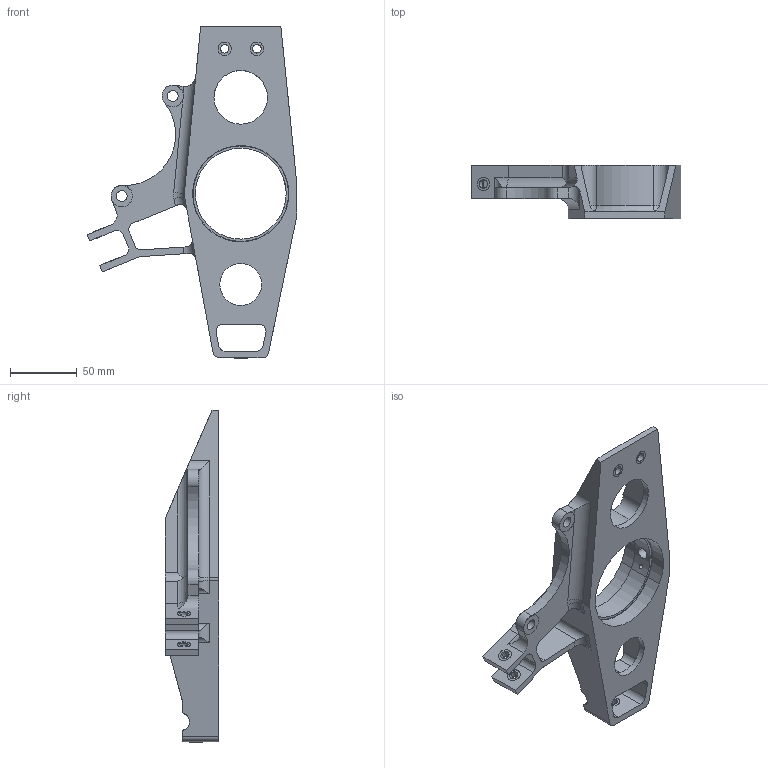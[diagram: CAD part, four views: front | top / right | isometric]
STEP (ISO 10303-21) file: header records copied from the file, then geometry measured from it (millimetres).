
FILE_DESCRIPTION(('CATIA V5 STEP Exchange'),'2;1');
FILE_NAME('SU_11001 (Rear Left Upright).stp','2019-12-06T01:32:26+00:00',('none'),('none'),'CATIA Version 5 Release 19 SP 2 (IN-10)','CATIA V5 STEP AP203','none');
FILE_SCHEMA(('CONFIG_CONTROL_DESIGN'));
Length unit declared in the file: millimetre
Products named in the file (1): SU_11001
Bounding box: 156.93 x 40.1 x 248.3 mm (x, y, z)
Volume: 231876.5 mm3; surface area: 75250.5 mm2
Topology: 1 solids, 1 shells, 206 faces, 542 edges, 357 vertices
Faces by surface type: cylinder 126, plane 68, torus 6, revolution 4, sphere 2
Entity records: 6354 total; most frequent: CARTESIAN_POINT 1590, ORIENTED_EDGE 1076, DIRECTION 751, EDGE_CURVE 538, VERTEX_POINT 344, AXIS2_PLACEMENT_3D 342, VECTOR 270, LINE 270
